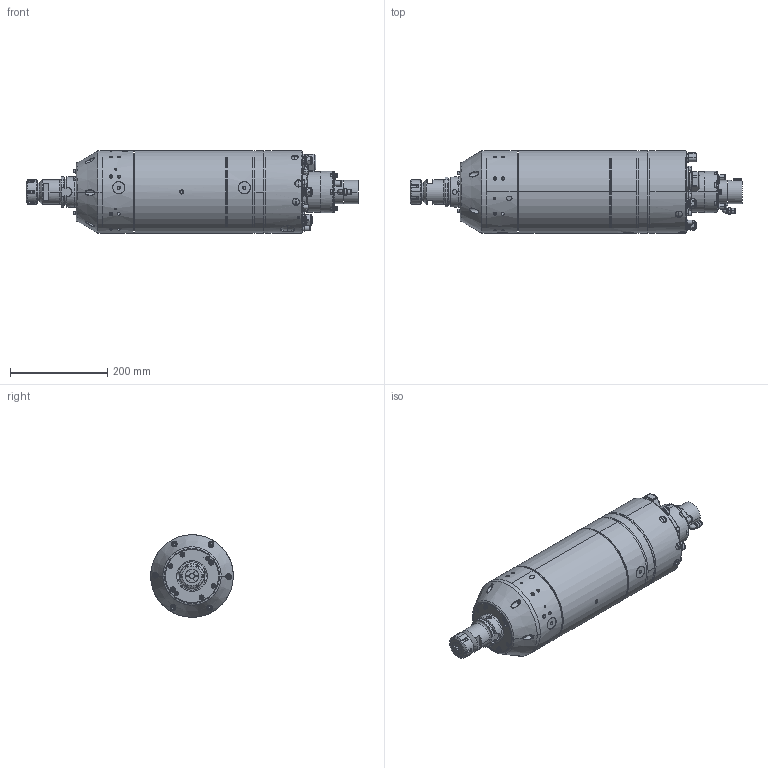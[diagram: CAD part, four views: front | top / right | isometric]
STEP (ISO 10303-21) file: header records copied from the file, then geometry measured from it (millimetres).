
FILE_DESCRIPTION (( 'STEP AP203' ), '1' );
FILE_NAME ('170AI20HKW-00-.STEP', '2011-09-13T09:49:50', ( 'FM10CAD1' ), ( 'IBAG Switzerland AG' ), 'SwSTEP 2.0', 'SolidWorks 2010', '' );
FILE_SCHEMA (( 'CONFIG_CONTROL_DESIGN' ));
Length unit declared in the file: millimetre
Products named in the file (1): 170AI20HKW-00-
Bounding box: 683.74 x 170 x 170 mm (x, y, z)
Surface area: 439249.2 mm2 (no closed solid volume)
Topology: 0 solids, 143 shells, 1371 faces, 4205 edges, 2969 vertices
Faces by surface type: plane 564, cylinder 524, cone 138, torus 103, bspline 24, sphere 18
Entity records: 54313 total; most frequent: CARTESIAN_POINT 16144, DIRECTION 8500, ORIENTED_EDGE 6773, EDGE_CURVE 4159, AXIS2_PLACEMENT_3D 3304, VERTEX_POINT 2957, CIRCLE 1956, LINE 1892
